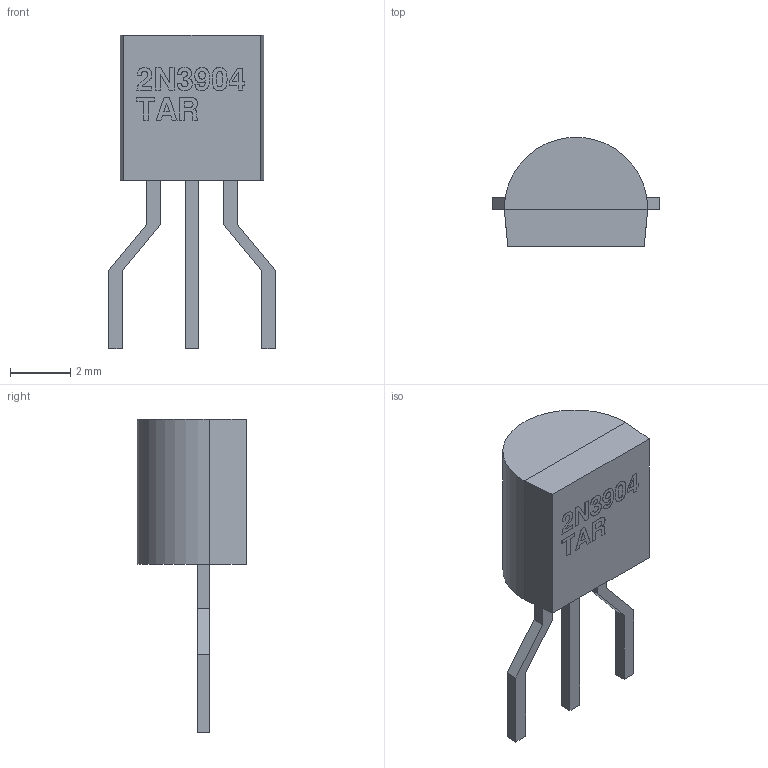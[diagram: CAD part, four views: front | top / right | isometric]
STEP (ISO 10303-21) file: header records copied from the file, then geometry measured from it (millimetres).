
FILE_DESCRIPTION(('FreeCAD Model'),'2;1');
FILE_NAME('ON_Semi_2N3904TAR.step','2019-07-21T01:24:11',('Author'),(''), 'Open CASCADE STEP processor 7.3','FreeCAD','Unknown');
FILE_SCHEMA(('AUTOMOTIVE_DESIGN { 1 0 10303 214 1 1 1 1 }'));
Length unit declared in the file: millimetre
Products named in the file (1): 2N3904TAR
Bounding box: 5.54 x 3.62 x 10.41 mm (x, y, z)
Volume: 73.9 mm3; surface area: 129.3 mm2
Topology: 1 solids, 1 shells, 233 faces, 641 edges, 424 vertices
Faces by surface type: extrusion 124, plane 108, cylinder 1
Entity records: 9129 total; most frequent: CARTESIAN_POINT 2043, ORIENTED_EDGE 1282, DIRECTION 739, EDGE_CURVE 641, VECTOR 515, VERTEX_POINT 424, LINE 391, B_SPLINE_CURVE_WITH_KNOTS 372
